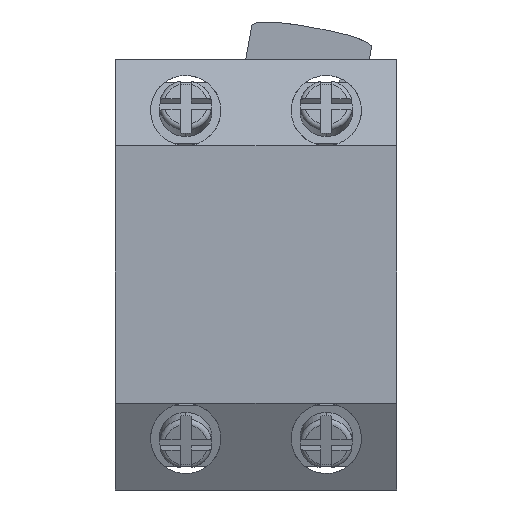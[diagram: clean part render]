
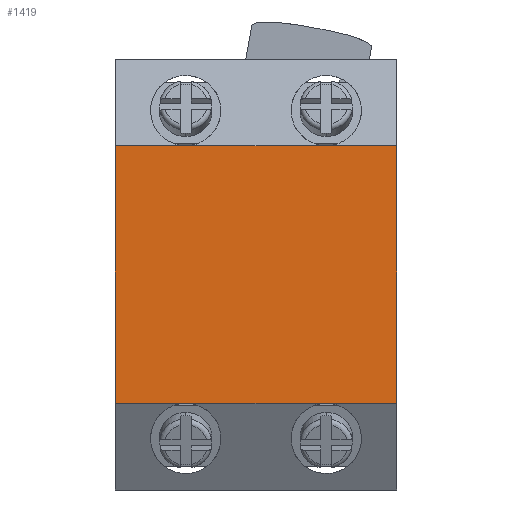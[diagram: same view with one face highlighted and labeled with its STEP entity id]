
A CAD part, front view. The second image highlights one B-rep face of the part: STEP entity #1419.
In plain terms, the highlighted planar face has unit normal (0, -1, 0).
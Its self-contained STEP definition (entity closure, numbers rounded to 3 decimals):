
#86 = VERTEX_POINT ( 'NONE', #5304 ) ;
#356 = VECTOR ( 'NONE', #1274, 1000. ) ;
#518 = CARTESIAN_POINT ( 'NONE',  ( 30., 0., 13.75 ) ) ;
#908 = VECTOR ( 'NONE', #12083, 1000. ) ;
#1141 = VECTOR ( 'NONE', #2779, 1000. ) ;
#1274 = DIRECTION ( 'NONE',  ( -1., 0., 0. ) ) ;
#1336 = ORIENTED_EDGE ( 'NONE', *, *, #3541, .F. ) ;
#1419 = ADVANCED_FACE ( 'NONE', ( #4455 ), #11036, .F. ) ;
#1501 = VECTOR ( 'NONE', #7777, 1000. ) ;
#1572 = CARTESIAN_POINT ( 'NONE',  ( 30., 0., -13.75 ) ) ;
#1637 = VERTEX_POINT ( 'NONE', #8471 ) ;
#1680 = CARTESIAN_POINT ( 'NONE',  ( 30., 0., 13.75 ) ) ;
#1753 = ORIENTED_EDGE ( 'NONE', *, *, #6579, .F. ) ;
#1787 = CARTESIAN_POINT ( 'NONE',  ( 30., 0., 13.75 ) ) ;
#2075 = DIRECTION ( 'NONE',  ( -1., 0., 0. ) ) ;
#2241 = LINE ( 'NONE', #7421, #12142 ) ;
#2477 = CARTESIAN_POINT ( 'NONE',  ( 22.5, 0., -13.75 ) ) ;
#2507 = CARTESIAN_POINT ( 'NONE',  ( 0., 0., 13.75 ) ) ;
#2723 = EDGE_CURVE ( 'NONE', #4448, #8810, #10448, .T. ) ;
#2779 = DIRECTION ( 'NONE',  ( -1., 0., 0. ) ) ;
#3024 = CARTESIAN_POINT ( 'NONE',  ( 7.5, 0., 13.75 ) ) ;
#3541 = EDGE_CURVE ( 'NONE', #8442, #86, #7091, .T. ) ;
#4144 = VERTEX_POINT ( 'NONE', #1680 ) ;
#4448 = VERTEX_POINT ( 'NONE', #3024 ) ;
#4455 = FACE_OUTER_BOUND ( 'NONE', #5790, .T. ) ;
#4503 = VECTOR ( 'NONE', #2075, 1000. ) ;
#5304 = CARTESIAN_POINT ( 'NONE',  ( 7.5, 0., -13.75 ) ) ;
#5374 = LINE ( 'NONE', #1572, #908 ) ;
#5713 = LINE ( 'NONE', #7900, #4503 ) ;
#5790 = EDGE_LOOP ( 'NONE', ( #6789, #1753, #1336, #7625, #12139, #9815, #12213, #12297 ) ) ;
#6286 = EDGE_CURVE ( 'NONE', #11288, #4448, #12201, .T. ) ;
#6329 = CARTESIAN_POINT ( 'NONE',  ( 0., 0., -13.75 ) ) ;
#6439 = VERTEX_POINT ( 'NONE', #6329 ) ;
#6579 = EDGE_CURVE ( 'NONE', #86, #6439, #5713, .T. ) ;
#6771 = CARTESIAN_POINT ( 'NONE',  ( 0., 0., -13.75 ) ) ;
#6789 = ORIENTED_EDGE ( 'NONE', *, *, #9207, .T. ) ;
#6852 = LINE ( 'NONE', #10304, #9115 ) ;
#7066 = CARTESIAN_POINT ( 'NONE',  ( 30., 0., -13.75 ) ) ;
#7091 = LINE ( 'NONE', #11791, #356 ) ;
#7172 = DIRECTION ( 'NONE',  ( -1., 0., 0. ) ) ;
#7421 = CARTESIAN_POINT ( 'NONE',  ( 30., 0., 13.75 ) ) ;
#7625 = ORIENTED_EDGE ( 'NONE', *, *, #9786, .F. ) ;
#7777 = DIRECTION ( 'NONE',  ( 0., 0., -1. ) ) ;
#7825 = VECTOR ( 'NONE', #7172, 1000. ) ;
#7900 = CARTESIAN_POINT ( 'NONE',  ( 30., 0., -13.75 ) ) ;
#8220 = LINE ( 'NONE', #6771, #1501 ) ;
#8322 = AXIS2_PLACEMENT_3D ( 'NONE', #7066, #8992, #11071 ) ;
#8442 = VERTEX_POINT ( 'NONE', #2477 ) ;
#8471 = CARTESIAN_POINT ( 'NONE',  ( 30., 0., -13.75 ) ) ;
#8810 = VERTEX_POINT ( 'NONE', #2507 ) ;
#8891 = DIRECTION ( 'NONE',  ( -1., 0., 0. ) ) ;
#8992 = DIRECTION ( 'NONE',  ( 0., 1., 0. ) ) ;
#9115 = VECTOR ( 'NONE', #8891, 1000. ) ;
#9207 = EDGE_CURVE ( 'NONE', #8810, #6439, #8220, .T. ) ;
#9251 = CARTESIAN_POINT ( 'NONE',  ( 22.5, 0., 13.75 ) ) ;
#9786 = EDGE_CURVE ( 'NONE', #1637, #8442, #6852, .T. ) ;
#9815 = ORIENTED_EDGE ( 'NONE', *, *, #10906, .T. ) ;
#10304 = CARTESIAN_POINT ( 'NONE',  ( 30., 0., -13.75 ) ) ;
#10342 = DIRECTION ( 'NONE',  ( -1., 0., 0. ) ) ;
#10448 = LINE ( 'NONE', #1787, #1141 ) ;
#10795 = EDGE_CURVE ( 'NONE', #4144, #1637, #5374, .T. ) ;
#10906 = EDGE_CURVE ( 'NONE', #4144, #11288, #2241, .T. ) ;
#11036 = PLANE ( 'NONE',  #8322 ) ;
#11071 = DIRECTION ( 'NONE',  ( 0., 0., 1. ) ) ;
#11288 = VERTEX_POINT ( 'NONE', #9251 ) ;
#11791 = CARTESIAN_POINT ( 'NONE',  ( 30., 0., -13.75 ) ) ;
#12083 = DIRECTION ( 'NONE',  ( 0., 0., -1. ) ) ;
#12139 = ORIENTED_EDGE ( 'NONE', *, *, #10795, .F. ) ;
#12142 = VECTOR ( 'NONE', #10342, 1000. ) ;
#12201 = LINE ( 'NONE', #518, #7825 ) ;
#12213 = ORIENTED_EDGE ( 'NONE', *, *, #6286, .T. ) ;
#12297 = ORIENTED_EDGE ( 'NONE', *, *, #2723, .T. ) ;
